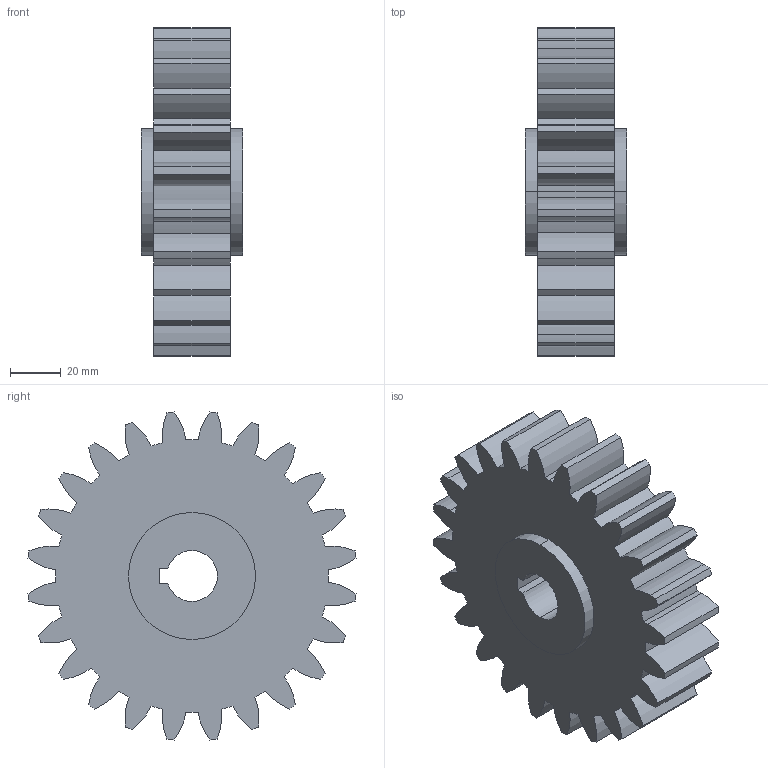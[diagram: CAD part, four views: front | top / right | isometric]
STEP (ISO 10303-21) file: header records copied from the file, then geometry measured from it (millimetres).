
FILE_DESCRIPTION (( 'STEP AP203' ), '1' );
FILE_NAME ('spur gear_iso_ISO - Spur gear 5M 24T 20PA 30FW ---S24C50H40L20.0S1_sldprt.STEP', '2024-10-13T13:52:07', ( '' ), ( '' ), 'SwSTEP 2.0', 'SolidWorks 2024', '' );
FILE_SCHEMA (( 'CONFIG_CONTROL_DESIGN' ));
Length unit declared in the file: millimetre
Products named in the file (1): spur gear_iso_ISO - Spur gear 5M 24T 20PA 30FW ---S24C50H40L20.0S1_sldprt
Bounding box: 40 x 129.23 x 129.23 mm (x, y, z)
Volume: 336305.4 mm3; surface area: 48446 mm2
Topology: 1 solids, 1 shells, 115 faces, 333 edges, 222 vertices
Faces by surface type: cylinder 108, plane 7
Entity records: 4004 total; most frequent: DIRECTION 781, CARTESIAN_POINT 671, ORIENTED_EDGE 666, EDGE_CURVE 333, AXIS2_PLACEMENT_3D 332, VERTEX_POINT 222, CIRCLE 216, EDGE_LOOP 119
